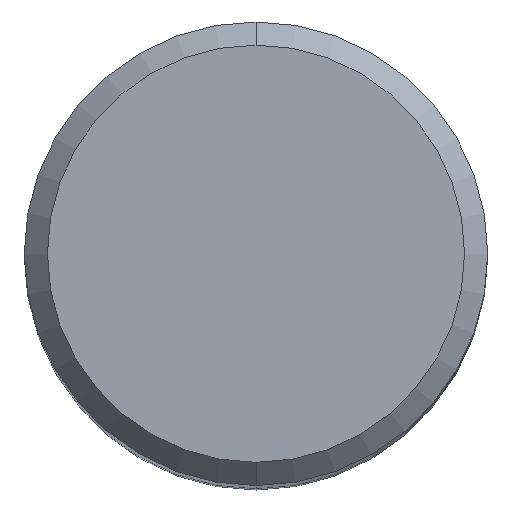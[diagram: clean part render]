
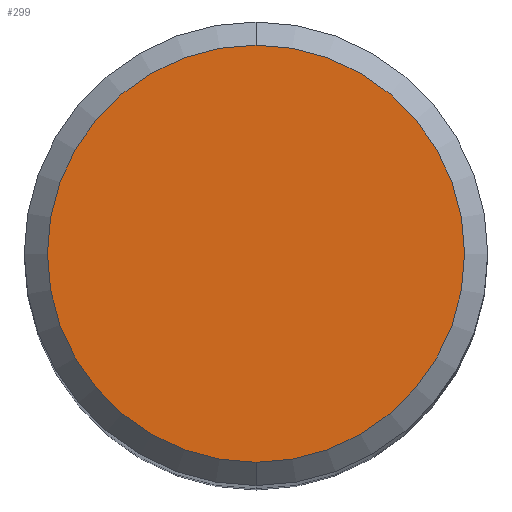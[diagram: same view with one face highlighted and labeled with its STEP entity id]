
A CAD part, top view. The second image highlights one B-rep face of the part: STEP entity #299.
In plain terms, the highlighted planar face has unit normal (0, 0, 1).
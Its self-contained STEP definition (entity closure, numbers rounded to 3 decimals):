
#289=VERTEX_POINT('',#599);
#299=ADVANCED_FACE('',(#609),#610,.T.);
#357=VERTEX_POINT('',#674);
#407=EDGE_CURVE('',#357,#289,#732,.T.);
#421=EDGE_CURVE('',#289,#357,#747,.T.);
#599=CARTESIAN_POINT('',(0.,-5.4,0.0));
#609=FACE_OUTER_BOUND('',#1124,.T.);
#610=PLANE('',#1125);
#674=CARTESIAN_POINT('',(0.0,5.4,0.0));
#732=CIRCLE('',#1355,5.4);
#747=CIRCLE('',#1377,5.4);
#1124=EDGE_LOOP('',(#1611,#1612));
#1125=AXIS2_PLACEMENT_3D('',#1613,#1614,#1615);
#1355=AXIS2_PLACEMENT_3D('',#1775,#1776,#1777);
#1377=AXIS2_PLACEMENT_3D('',#1796,#1797,#1798);
#1611=ORIENTED_EDGE('',*,*,#407,.F.);
#1612=ORIENTED_EDGE('',*,*,#421,.F.);
#1613=CARTESIAN_POINT('',(0.0,2.7,0.0));
#1614=DIRECTION('',(-0.0,0.0,1.0));
#1615=DIRECTION('',(0.0,-1.0,0.0));
#1775=CARTESIAN_POINT('',(0.0,0.0,0.0));
#1776=DIRECTION('',(0.0,0.0,-1.0));
#1777=DIRECTION('',(0.0,1.0,0.0));
#1796=CARTESIAN_POINT('',(0.0,0.0,0.0));
#1797=DIRECTION('',(0.0,0.0,-1.0));
#1798=DIRECTION('',(0.0,1.0,0.0));
